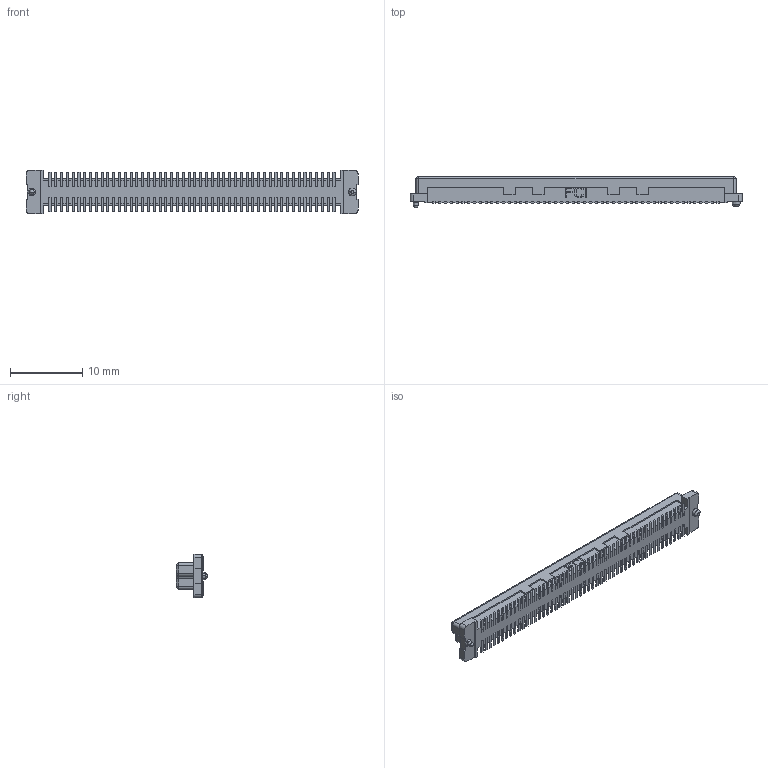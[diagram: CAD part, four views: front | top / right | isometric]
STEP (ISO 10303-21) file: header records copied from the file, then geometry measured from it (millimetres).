
FILE_DESCRIPTION((''),'2;1');
FILE_NAME('P61082-101X0XXX','2011-06-22T',('msriniva'),('FCI - ELX Division'),'PRO/ENGINEER BY PARAMETRIC TECHNOLOGY CORPORATION, 2008250','PRO/ENGINEER BY PARAMETRIC TECHNOLOGY CORPORATION, 2008250','');
FILE_SCHEMA(('CONFIG_CONTROL_DESIGN'));
Length unit declared in the file: millimetre
Products named in the file (1): P61082-101X0XXX
Bounding box: 45.8 x 4.35 x 6 mm (x, y, z)
Volume: 456.9 mm3; surface area: 1029 mm2
Topology: 1 solids, 1 shells, 777 faces, 2289 edges, 1517 vertices
Faces by surface type: plane 743, cylinder 16, cone 14, bspline 2, sphere 2
Entity records: 25429 total; most frequent: CARTESIAN_POINT 4663, ORIENTED_EDGE 4574, DIRECTION 3881, EDGE_CURVE 2287, VECTOR 2235, LINE 2235, VERTEX_POINT 1517, AXIS2_PLACEMENT_3D 823
